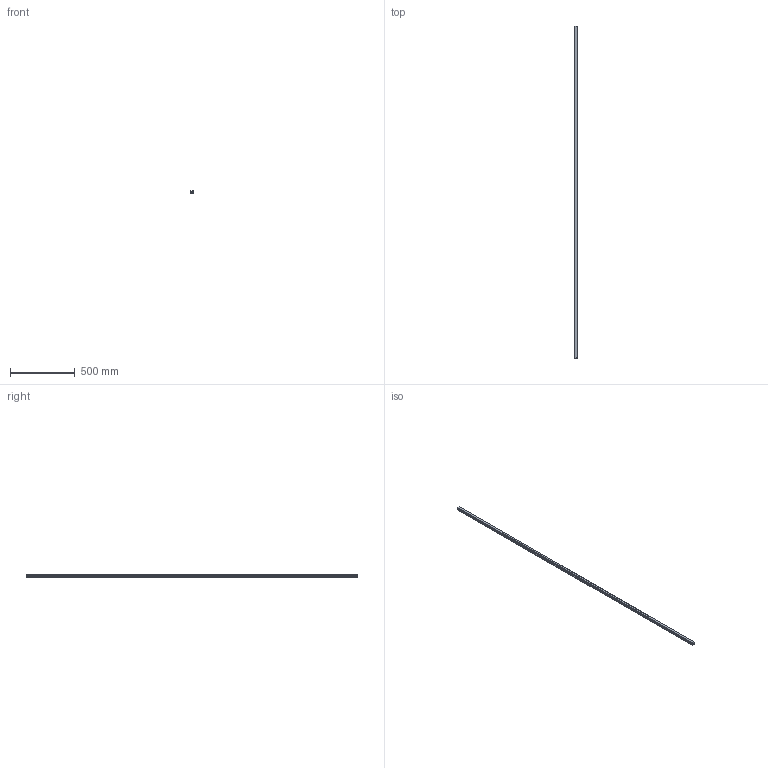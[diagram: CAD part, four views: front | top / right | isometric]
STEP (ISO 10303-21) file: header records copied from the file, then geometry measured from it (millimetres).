
FILE_DESCRIPTION(('STEP AP214'),'1');
FILE_NAME('cctmp_40F48A71-DB29-4434-A5B7-077D465A28AC_2021_01_25_12_05_47_0863..stp','2021-01-25T11:05:48',('HIWIN GmbH'),('CADClick - www.CADClick.com'),'Spatial InterOp 3D',' ','unknown authorization');
FILE_SCHEMA(('AUTOMOTIVE_DESIGN'));
Length unit declared in the file: millimetre
Products named in the file (1): HGR25T2560C_FILE
Bounding box: 23 x 2560 x 22 mm (x, y, z)
Volume: 1106746 mm3; surface area: 243206.9 mm2
Topology: 1 solids, 1 shells, 412 faces, 1261 edges, 769 vertices
Faces by surface type: plane 218, cylinder 108, cone 86
Entity records: 16955 total; most frequent: DIRECTION 2561, CARTESIAN_POINT 2357, ORIENTED_EDGE 2350, EDGE_CURVE 1175, AXIS2_PLACEMENT_3D 973, VERTEX_POINT 769, LINE 615, VECTOR 615
